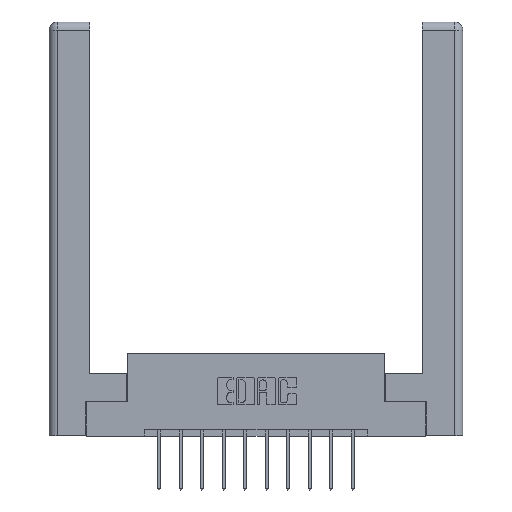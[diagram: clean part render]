
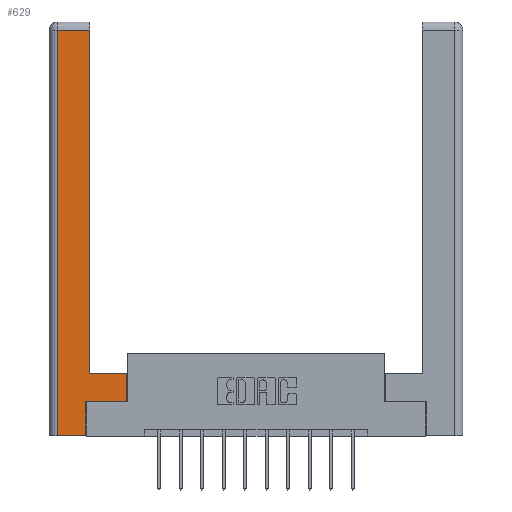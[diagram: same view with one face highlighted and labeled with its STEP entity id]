
A CAD part, top view. The second image highlights one B-rep face of the part: STEP entity #629.
In plain terms, the highlighted planar face has unit normal (0, 0, 1).
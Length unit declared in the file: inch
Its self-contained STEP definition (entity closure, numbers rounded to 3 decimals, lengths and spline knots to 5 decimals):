
#462 = LINE ( 'NONE', #9083, #13468 ) ;
#597 = ORIENTED_EDGE ( 'NONE', *, *, #11153, .T. ) ;
#629 = ADVANCED_FACE ( 'NONE', ( #10701 ), #993, .F. ) ;
#822 = CARTESIAN_POINT ( 'NONE',  ( 0.265, 0., 0. ) ) ;
#922 = EDGE_CURVE ( 'NONE', #2215, #2861, #5259, .T. ) ;
#953 = CARTESIAN_POINT ( 'NONE',  ( 0.565, 0.245, 0. ) ) ;
#993 = PLANE ( 'NONE',  #3747 ) ;
#1241 = EDGE_CURVE ( 'NONE', #10805, #14213, #12635, .T. ) ;
#1285 = VERTEX_POINT ( 'NONE', #5806 ) ;
#1391 = LINE ( 'NONE', #10686, #1899 ) ;
#1768 = CARTESIAN_POINT ( 'NONE',  ( 0.265, 0., 0. ) ) ;
#1899 = VECTOR ( 'NONE', #11594, 39.37008 ) ;
#1928 = CARTESIAN_POINT ( 'NONE',  ( 0.565, 0.45, 0. ) ) ;
#2215 = VERTEX_POINT ( 'NONE', #953 ) ;
#2223 = DIRECTION ( 'NONE',  ( 0., 1., 0. ) ) ;
#2247 = VERTEX_POINT ( 'NONE', #2484 ) ;
#2484 = CARTESIAN_POINT ( 'NONE',  ( 0.265, 0.245, 0. ) ) ;
#2567 = CARTESIAN_POINT ( 'NONE',  ( 0., 0., 0. ) ) ;
#2632 = DIRECTION ( 'NONE',  ( -1., 0., 0. ) ) ;
#2861 = VERTEX_POINT ( 'NONE', #1928 ) ;
#3112 = ORIENTED_EDGE ( 'NONE', *, *, #6706, .T. ) ;
#3283 = LINE ( 'NONE', #4995, #9600 ) ;
#3371 = EDGE_LOOP ( 'NONE', ( #597, #3462, #11523, #4128, #14116, #11417, #14338, #3112 ) ) ;
#3462 = ORIENTED_EDGE ( 'NONE', *, *, #13568, .T. ) ;
#3747 = AXIS2_PLACEMENT_3D ( 'NONE', #2567, #4783, #4922 ) ;
#4042 = VERTEX_POINT ( 'NONE', #13917 ) ;
#4128 = ORIENTED_EDGE ( 'NONE', *, *, #1241, .T. ) ;
#4428 = CARTESIAN_POINT ( 'NONE',  ( 0.0615, 0., 0. ) ) ;
#4708 = VECTOR ( 'NONE', #12133, 39.37008 ) ;
#4783 = DIRECTION ( 'NONE',  ( 0., 0., -1. ) ) ;
#4844 = CARTESIAN_POINT ( 'NONE',  ( 0.295, 0.45, 0. ) ) ;
#4922 = DIRECTION ( 'NONE',  ( -1., 0., 0. ) ) ;
#4995 = CARTESIAN_POINT ( 'NONE',  ( 0.265, 0.245, 0. ) ) ;
#5180 = VERTEX_POINT ( 'NONE', #6456 ) ;
#5259 = LINE ( 'NONE', #10800, #13881 ) ;
#5806 = CARTESIAN_POINT ( 'NONE',  ( 0.0615, 2.94, 0. ) ) ;
#6456 = CARTESIAN_POINT ( 'NONE',  ( 0.295, 2.94, 0. ) ) ;
#6706 = EDGE_CURVE ( 'NONE', #2861, #4042, #10481, .T. ) ;
#6782 = DIRECTION ( 'NONE',  ( 0., -1., 0. ) ) ;
#7358 = VECTOR ( 'NONE', #6782, 39.37008 ) ;
#8369 = DIRECTION ( 'NONE',  ( 0., 1., 0. ) ) ;
#8880 = CARTESIAN_POINT ( 'NONE',  ( 0.0615, 0., 0. ) ) ;
#9083 = CARTESIAN_POINT ( 'NONE',  ( 0.0615, 2.94, 0. ) ) ;
#9600 = VECTOR ( 'NONE', #8369, 39.37008 ) ;
#9804 = VECTOR ( 'NONE', #11899, 39.37008 ) ;
#10481 = LINE ( 'NONE', #4844, #13336 ) ;
#10650 = CARTESIAN_POINT ( 'NONE',  ( 0.295, 3., 0. ) ) ;
#10686 = CARTESIAN_POINT ( 'NONE',  ( 0.565, 0.245, 0. ) ) ;
#10701 = FACE_OUTER_BOUND ( 'NONE', #3371, .T. ) ;
#10800 = CARTESIAN_POINT ( 'NONE',  ( 0.565, 0.45, 0. ) ) ;
#10805 = VERTEX_POINT ( 'NONE', #4428 ) ;
#11153 = EDGE_CURVE ( 'NONE', #4042, #5180, #14058, .T. ) ;
#11417 = ORIENTED_EDGE ( 'NONE', *, *, #11779, .T. ) ;
#11523 = ORIENTED_EDGE ( 'NONE', *, *, #12446, .T. ) ;
#11594 = DIRECTION ( 'NONE',  ( 1., 0., 0. ) ) ;
#11779 = EDGE_CURVE ( 'NONE', #2247, #2215, #1391, .T. ) ;
#11899 = DIRECTION ( 'NONE',  ( 0., 1., 0. ) ) ;
#12133 = DIRECTION ( 'NONE',  ( 1., 0., 0. ) ) ;
#12446 = EDGE_CURVE ( 'NONE', #1285, #10805, #13522, .T. ) ;
#12635 = LINE ( 'NONE', #1768, #4708 ) ;
#12653 = EDGE_CURVE ( 'NONE', #14213, #2247, #3283, .T. ) ;
#13336 = VECTOR ( 'NONE', #2632, 39.37008 ) ;
#13468 = VECTOR ( 'NONE', #13680, 39.37008 ) ;
#13522 = LINE ( 'NONE', #8880, #7358 ) ;
#13568 = EDGE_CURVE ( 'NONE', #5180, #1285, #462, .T. ) ;
#13680 = DIRECTION ( 'NONE',  ( -1., 0., 0. ) ) ;
#13881 = VECTOR ( 'NONE', #2223, 39.37008 ) ;
#13917 = CARTESIAN_POINT ( 'NONE',  ( 0.295, 0.45, 0. ) ) ;
#14058 = LINE ( 'NONE', #10650, #9804 ) ;
#14116 = ORIENTED_EDGE ( 'NONE', *, *, #12653, .T. ) ;
#14213 = VERTEX_POINT ( 'NONE', #822 ) ;
#14338 = ORIENTED_EDGE ( 'NONE', *, *, #922, .T. ) ;
